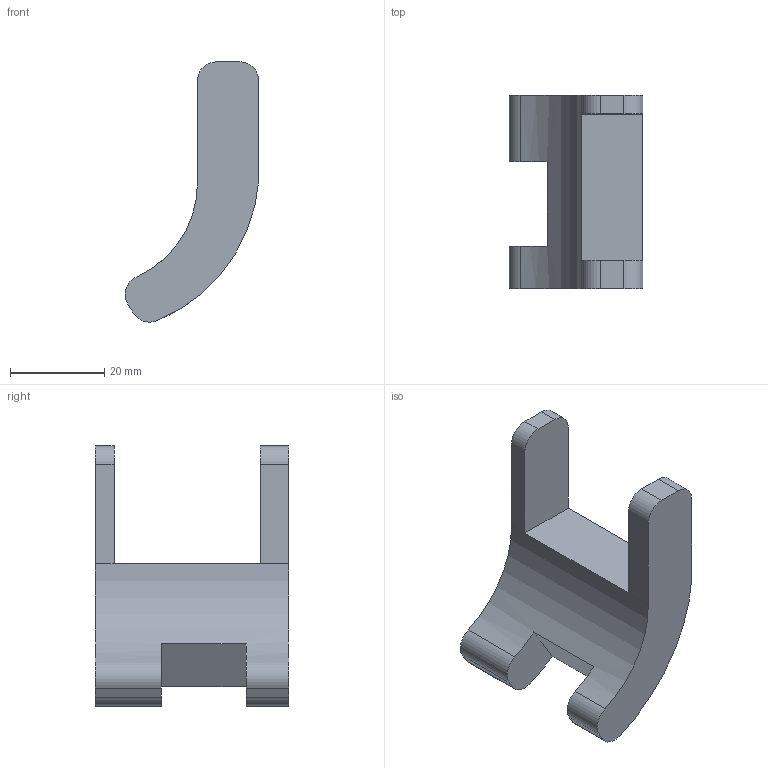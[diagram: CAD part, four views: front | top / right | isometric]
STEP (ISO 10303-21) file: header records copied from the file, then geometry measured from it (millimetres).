
FILE_DESCRIPTION (( 'STEP AP203' ), '1' );
FILE_NAME ('clamp_Default_sldprt.STEP', '2022-06-28T16:54:33', ( '' ), ( '' ), 'SwSTEP 2.0', 'SolidWorks 2021', '' );
FILE_SCHEMA (( 'CONFIG_CONTROL_DESIGN' ));
Length unit declared in the file: millimetre
Products named in the file (1): clamp_Default_sldprt
Bounding box: 28.32 x 41 x 55.15 mm (x, y, z)
Volume: 17425.1 mm3; surface area: 6325.2 mm2
Topology: 1 solids, 1 shells, 34 faces, 89 edges, 58 vertices
Faces by surface type: plane 19, cylinder 15
Entity records: 1132 total; most frequent: DIRECTION 193, CARTESIAN_POINT 182, ORIENTED_EDGE 178, EDGE_CURVE 89, AXIS2_PLACEMENT_3D 69, VERTEX_POINT 58, VECTOR 55, LINE 55
